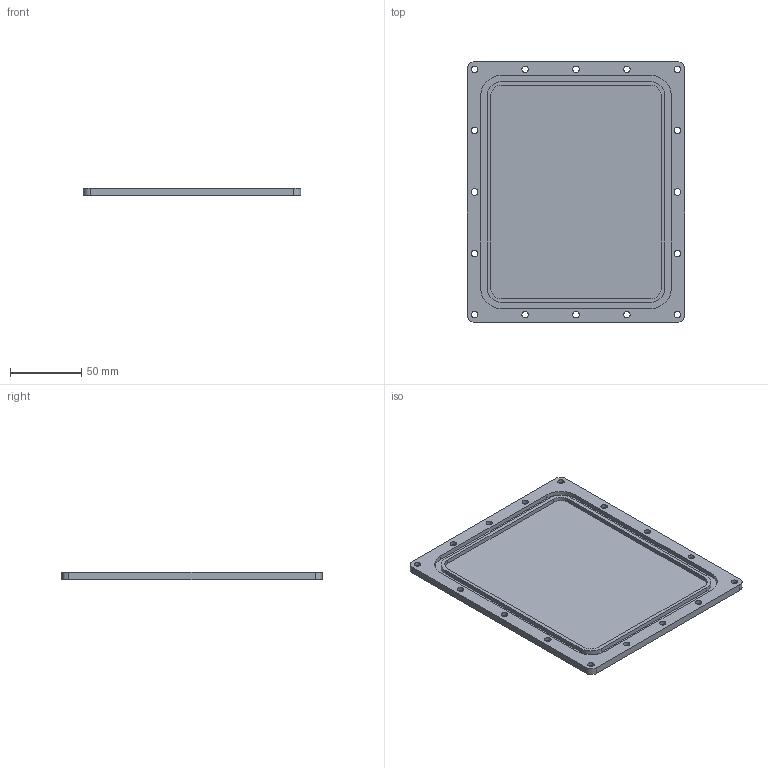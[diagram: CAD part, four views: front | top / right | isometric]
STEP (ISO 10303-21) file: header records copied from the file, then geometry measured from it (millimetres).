
FILE_DESCRIPTION (( 'STEP AP214' ), '1' );
FILE_NAME ('PAN_V1_USI_012_Boitier électronique_Couvercle.STEP', '2022-02-22T16:30:40', ( '' ), ( '' ), 'SwSTEP 2.0', 'SolidWorks 2021', '' );
FILE_SCHEMA (( 'AUTOMOTIVE_DESIGN' ));
Length unit declared in the file: millimetre
Products named in the file (1): PAN_V1_USI_012_Boitier électronique_Couvercle
Bounding box: 153 x 183 x 5 mm (x, y, z)
Volume: 76065.2 mm3; surface area: 64729.1 mm2
Topology: 1 solids, 1 shells, 101 faces, 256 edges, 160 vertices
Faces by surface type: cylinder 48, cone 32, plane 21
Entity records: 3424 total; most frequent: DIRECTION 588, CARTESIAN_POINT 518, ORIENTED_EDGE 512, EDGE_CURVE 256, AXIS2_PLACEMENT_3D 230, VERTEX_POINT 160, EDGE_LOOP 136, LINE 128
